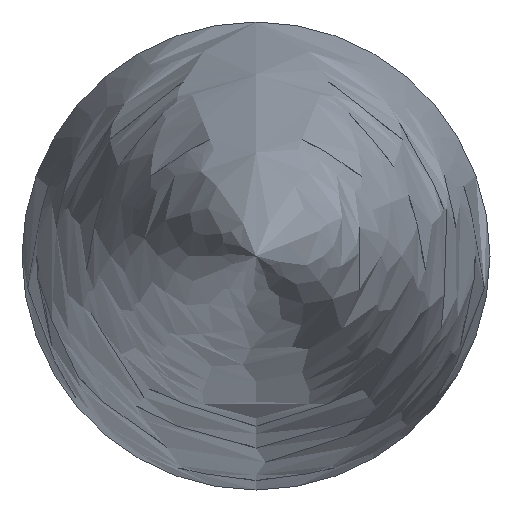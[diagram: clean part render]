
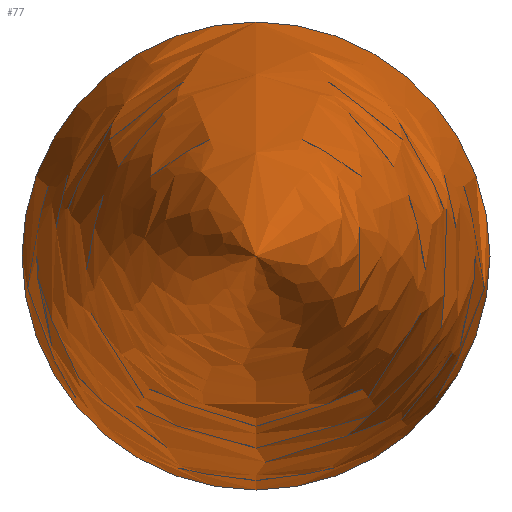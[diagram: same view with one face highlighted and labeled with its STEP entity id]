
A CAD part, left-side view. The second image highlights one B-rep face of the part: STEP entity #77.
In plain terms, the highlighted free-form (B-spline) face has degree [2, 2] with [3, 9] control points.
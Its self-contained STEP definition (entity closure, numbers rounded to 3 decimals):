
#22=FACE_OUTER_BOUND('',#26,.T.);
#26=EDGE_LOOP('',(#56,#57,#58,#59,#60));
#30=CIRCLE('',#101,28.562);
#31=CIRCLE('',#102,28.562);
#32=CIRCLE('',#103,28.562);
#33=CIRCLE('',#104,1078.989);
#38=VERTEX_POINT('',#166);
#39=VERTEX_POINT('',#167);
#40=VERTEX_POINT('',#169);
#41=VERTEX_POINT('',#172);
#46=EDGE_CURVE('',#38,#39,#30,.T.);
#47=EDGE_CURVE('',#40,#38,#31,.T.);
#48=EDGE_CURVE('',#39,#40,#32,.T.);
#49=EDGE_CURVE('',#39,#41,#33,.T.);
#56=ORIENTED_EDGE('',*,*,#46,.F.);
#57=ORIENTED_EDGE('',*,*,#47,.F.);
#58=ORIENTED_EDGE('',*,*,#48,.F.);
#59=ORIENTED_EDGE('',*,*,#49,.T.);
#60=ORIENTED_EDGE('',*,*,#49,.F.);
#76=(
BOUNDED_SURFACE()
B_SPLINE_SURFACE(2,2,((#139,#140,#141,#142,#143,#144,#145,#146,#147),(#148,
#149,#150,#151,#152,#153,#154,#155,#156),(#157,#158,#159,#160,#161,#162,
#163,#164,#165)),.UNSPECIFIED.,.F.,.T.,.F.)
B_SPLINE_SURFACE_WITH_KNOTS((3,3),(3,2,2,2,3),(-0.245,-0.083),
(-3.142,-1.571,0.,1.571,3.142),
 .UNSPECIFIED.)
GEOMETRIC_REPRESENTATION_ITEM()
RATIONAL_B_SPLINE_SURFACE(((1.,0.707,1.,0.707,1.,
0.707,1.,0.707,1.),(0.997,0.705,
0.997,0.705,0.997,0.705,
0.997,0.705,0.997),(1.,0.707,
1.,0.707,1.,0.707,1.,0.707,1.)))
REPRESENTATION_ITEM('')
SURFACE()
);
#77=ADVANCED_FACE('',(#22),#76,.F.);
#101=AXIS2_PLACEMENT_3D('',#168,#114,#115);
#102=AXIS2_PLACEMENT_3D('',#170,#116,#117);
#103=AXIS2_PLACEMENT_3D('',#171,#118,#119);
#104=AXIS2_PLACEMENT_3D('',#173,#120,#121);
#114=DIRECTION('center_axis',(1.,0.,0.));
#115=DIRECTION('ref_axis',(0.,0.,-1.));
#116=DIRECTION('center_axis',(1.,0.,0.));
#117=DIRECTION('ref_axis',(0.,0.,-1.));
#118=DIRECTION('center_axis',(1.,0.,0.));
#119=DIRECTION('ref_axis',(0.,0.,-1.));
#120=DIRECTION('center_axis',(0.,-1.,0.));
#121=DIRECTION('ref_axis',(0.,0.,1.));
#139=CARTESIAN_POINT('Ctrl Pts',(0.,0.,0.));
#140=CARTESIAN_POINT('Ctrl Pts',(0.,0.,
0.));
#141=CARTESIAN_POINT('Ctrl Pts',(0.,0.,
0.));
#142=CARTESIAN_POINT('Ctrl Pts',(0.,0.,
0.));
#143=CARTESIAN_POINT('Ctrl Pts',(0.,0.,0.));
#144=CARTESIAN_POINT('Ctrl Pts',(0.,0.,
0.));
#145=CARTESIAN_POINT('Ctrl Pts',(0.,0.,
0.));
#146=CARTESIAN_POINT('Ctrl Pts',(0.,0.,
0.));
#147=CARTESIAN_POINT('Ctrl Pts',(0.,0.,0.));
#148=CARTESIAN_POINT('Ctrl Pts',(85.04,0.,21.284));
#149=CARTESIAN_POINT('Ctrl Pts',(85.04,-21.284,21.284));
#150=CARTESIAN_POINT('Ctrl Pts',(85.04,-21.284,0.));
#151=CARTESIAN_POINT('Ctrl Pts',(85.04,-21.284,-21.284));
#152=CARTESIAN_POINT('Ctrl Pts',(85.04,0.,-21.284));
#153=CARTESIAN_POINT('Ctrl Pts',(85.04,21.284,-21.284));
#154=CARTESIAN_POINT('Ctrl Pts',(85.04,21.284,0.));
#155=CARTESIAN_POINT('Ctrl Pts',(85.04,21.284,21.284));
#156=CARTESIAN_POINT('Ctrl Pts',(85.04,0.,21.284));
#157=CARTESIAN_POINT('Ctrl Pts',(172.401,0.,28.562));
#158=CARTESIAN_POINT('Ctrl Pts',(172.401,-28.562,28.562));
#159=CARTESIAN_POINT('Ctrl Pts',(172.401,-28.562,0.));
#160=CARTESIAN_POINT('Ctrl Pts',(172.401,-28.562,-28.562));
#161=CARTESIAN_POINT('Ctrl Pts',(172.401,0.,-28.562));
#162=CARTESIAN_POINT('Ctrl Pts',(172.401,28.562,-28.562));
#163=CARTESIAN_POINT('Ctrl Pts',(172.401,28.562,0.));
#164=CARTESIAN_POINT('Ctrl Pts',(172.401,28.562,28.562));
#165=CARTESIAN_POINT('Ctrl Pts',(172.401,0.,28.562));
#166=CARTESIAN_POINT('',(172.401,28.562,0.));
#167=CARTESIAN_POINT('',(172.401,0.,28.562));
#168=CARTESIAN_POINT('Origin',(172.401,0.,0.));
#169=CARTESIAN_POINT('',(172.401,-28.562,0.));
#170=CARTESIAN_POINT('Origin',(172.401,0.,0.));
#171=CARTESIAN_POINT('Origin',(172.401,0.,0.));
#172=CARTESIAN_POINT('',(0.,0.,0.));
#173=CARTESIAN_POINT('Origin',(261.976,0.,-1046.702));
